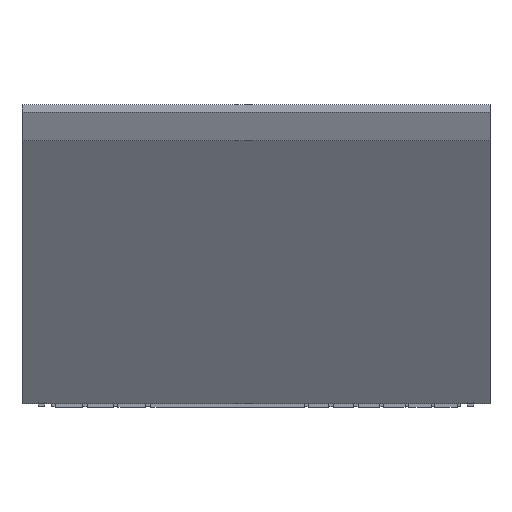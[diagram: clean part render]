
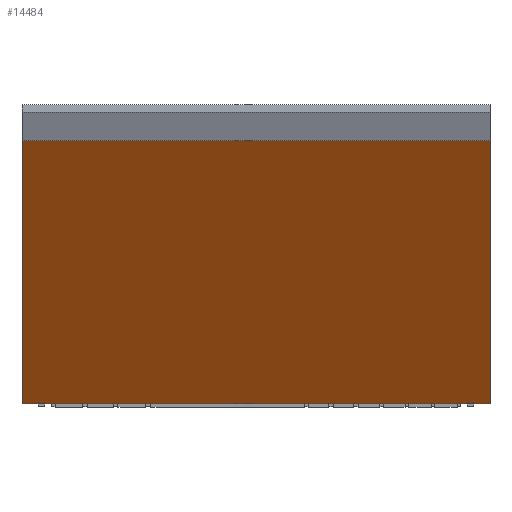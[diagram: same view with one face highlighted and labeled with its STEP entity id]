
A CAD part, top view. The second image highlights one B-rep face of the part: STEP entity #14484.
In plain terms, the highlighted face is planar.
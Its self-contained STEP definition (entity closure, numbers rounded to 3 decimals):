
#773=FACE_OUTER_BOUND('',#1578,.T.);
#1578=EDGE_LOOP('',(#9644,#9645,#9646,#9647));
#2512=LINE('',#19098,#4280);
#2524=LINE('',#19121,#4292);
#2526=LINE('',#19125,#4294);
#2529=LINE('',#19129,#4297);
#4280=VECTOR('',#16048,10.);
#4292=VECTOR('',#16068,10.);
#4294=VECTOR('',#16072,10.);
#4297=VECTOR('',#16077,10.);
#6044=VERTEX_POINT('',#19095);
#6045=VERTEX_POINT('',#19097);
#6052=VERTEX_POINT('',#19120);
#6053=VERTEX_POINT('',#19124);
#7464=EDGE_CURVE('',#6045,#6044,#2512,.T.);
#7476=EDGE_CURVE('',#6052,#6045,#2524,.T.);
#7478=EDGE_CURVE('',#6053,#6052,#2526,.T.);
#7481=EDGE_CURVE('',#6044,#6053,#2529,.T.);
#9644=ORIENTED_EDGE('',*,*,#7476,.T.);
#9645=ORIENTED_EDGE('',*,*,#7464,.T.);
#9646=ORIENTED_EDGE('',*,*,#7481,.T.);
#9647=ORIENTED_EDGE('',*,*,#7478,.T.);
#13862=PLANE('',#15385);
#14484=ADVANCED_FACE('',(#773),#13862,.T.);
#15385=AXIS2_PLACEMENT_3D('',#19130,#16078,#16079);
#16048=DIRECTION('',(1.,0.,0.));
#16068=DIRECTION('',(0.,-1.,0.));
#16072=DIRECTION('',(-1.,0.,0.));
#16077=DIRECTION('',(0.,1.,0.));
#16078=DIRECTION('center_axis',(0.,0.,1.));
#16079=DIRECTION('ref_axis',(1.,0.,0.));
#19095=CARTESIAN_POINT('',(350.,0.,16.));
#19097=CARTESIAN_POINT('',(0.,0.,16.));
#19098=CARTESIAN_POINT('',(0.,0.,16.));
#19120=CARTESIAN_POINT('',(0.,240.,16.));
#19121=CARTESIAN_POINT('',(0.,240.,16.));
#19124=CARTESIAN_POINT('',(350.,240.,16.));
#19125=CARTESIAN_POINT('',(350.,240.,16.));
#19129=CARTESIAN_POINT('',(350.,0.,16.));
#19130=CARTESIAN_POINT('Origin',(175.,120.,16.));
